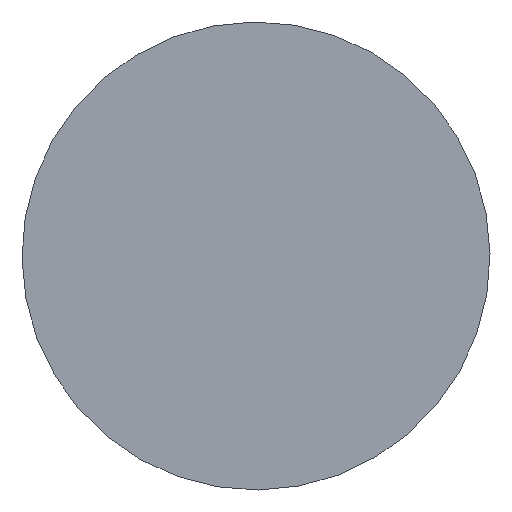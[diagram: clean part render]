
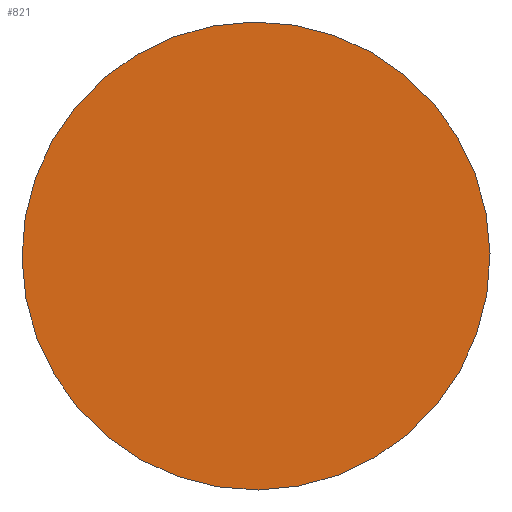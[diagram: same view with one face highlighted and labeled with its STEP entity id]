
A CAD part, front view. The second image highlights one B-rep face of the part: STEP entity #821.
In plain terms, the highlighted planar face has unit normal (0, -1, 0).
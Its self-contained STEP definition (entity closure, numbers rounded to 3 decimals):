
#146=FACE_OUTER_BOUND('',#201,.T.);
#201=EDGE_LOOP('',(#636,#637));
#285=CIRCLE('',#949,25.5);
#286=CIRCLE('',#950,25.5);
#352=VERTEX_POINT('',#1401);
#353=VERTEX_POINT('',#1402);
#449=EDGE_CURVE('',#352,#353,#285,.T.);
#450=EDGE_CURVE('',#353,#352,#286,.T.);
#636=ORIENTED_EDGE('',*,*,#449,.T.);
#637=ORIENTED_EDGE('',*,*,#450,.T.);
#739=PLANE('',#951);
#821=ADVANCED_FACE('',(#146),#739,.T.);
#949=AXIS2_PLACEMENT_3D('',#1403,#1168,#1169);
#950=AXIS2_PLACEMENT_3D('',#1404,#1170,#1171);
#951=AXIS2_PLACEMENT_3D('',#1406,#1173,#1174);
#1168=DIRECTION('center_axis',(0.,-1.,0.));
#1169=DIRECTION('ref_axis',(0.164,0.,0.986));
#1170=DIRECTION('center_axis',(0.,-1.,0.));
#1171=DIRECTION('ref_axis',(0.164,0.,0.986));
#1173=DIRECTION('center_axis',(0.,-1.,0.));
#1174=DIRECTION('ref_axis',(-0.164,0.,-0.986));
#1401=CARTESIAN_POINT('',(-4.188,-61.5,-25.154));
#1402=CARTESIAN_POINT('',(4.188,-61.5,25.154));
#1403=CARTESIAN_POINT('Origin',(0.,-61.5,0.));
#1404=CARTESIAN_POINT('Origin',(0.,-61.5,0.));
#1406=CARTESIAN_POINT('Origin',(-4.071,-61.5,-24.45));
